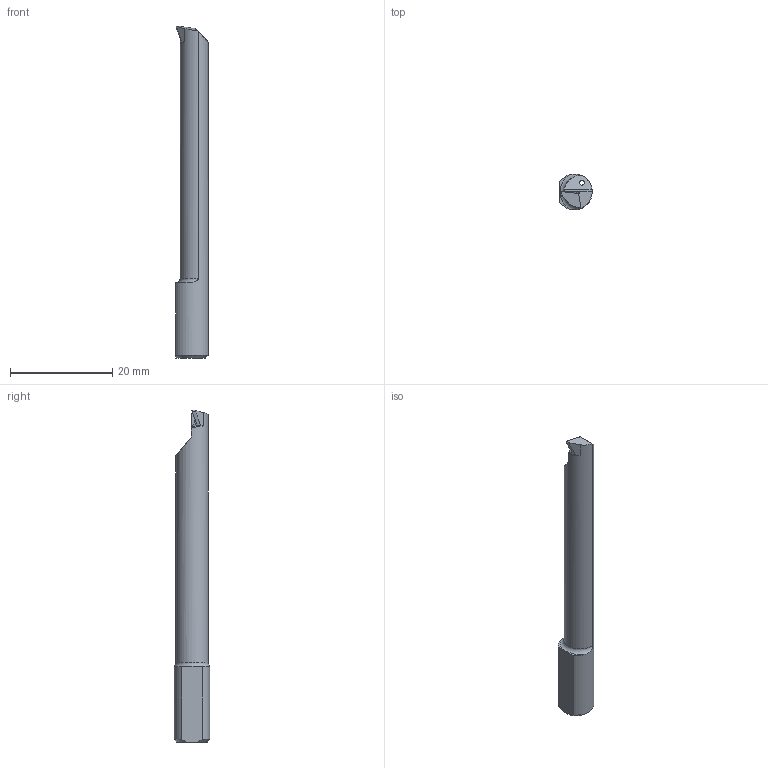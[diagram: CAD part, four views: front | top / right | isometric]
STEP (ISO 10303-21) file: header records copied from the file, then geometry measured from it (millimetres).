
FILE_DESCRIPTION (( 'STEP AP203' ), '1' );
FILE_NAME ('LP50.7-50.step', '2024-06-27T07:17:17', ( '' ), ( '' ), 'SwSTEP 2.0', 'SolidWorks 2022', '' );
FILE_SCHEMA (( 'CONFIG_CONTROL_DESIGN' ));
Length unit declared in the file: millimetre
Products named in the file (1): LP50.7-50
Bounding box: 6.35 x 7 x 65 mm (x, y, z)
Volume: 1740.2 mm3; surface area: 1446.2 mm2
Topology: 1 solids, 1 shells, 22 faces, 63 edges, 42 vertices
Faces by surface type: plane 11, cylinder 7, torus 2, cone 1, bspline 1
Full cylindrical faces by diameter (mm): 1 x1
Entity records: 847 total; most frequent: CARTESIAN_POINT 265, ORIENTED_EDGE 120, DIRECTION 86, EDGE_CURVE 60, VERTEX_POINT 41, AXIS2_PLACEMENT_3D 31, EDGE_LOOP 25, VECTOR 24
